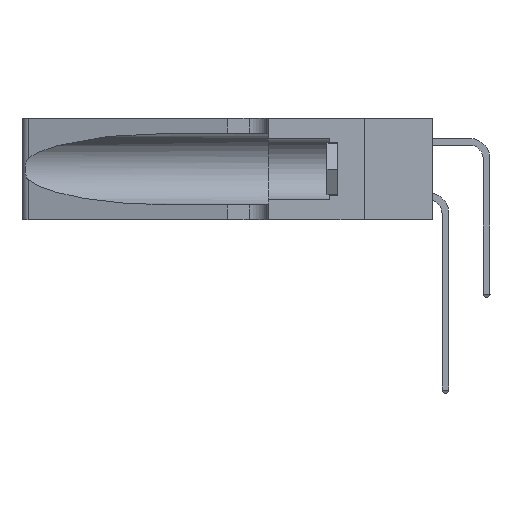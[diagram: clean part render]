
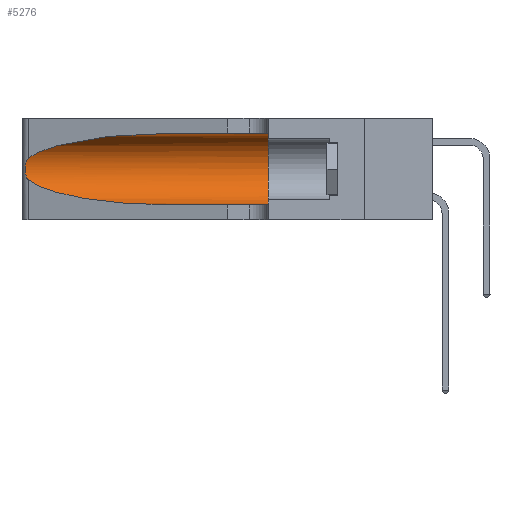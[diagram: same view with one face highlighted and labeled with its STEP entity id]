
A CAD part, left-side view. The second image highlights one B-rep face of the part: STEP entity #5276.
In plain terms, the highlighted cylindrical face has radius 3.308 mm (diameter 6.617 mm), a partial arc.
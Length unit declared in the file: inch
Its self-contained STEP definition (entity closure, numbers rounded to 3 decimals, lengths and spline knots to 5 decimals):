
#266 = CARTESIAN_POINT ( 'NONE',  ( 0.2373, 1.15595, 0.28018 ) ) ;
#530 = CARTESIAN_POINT ( 'NONE',  ( 0.25639, 1.23184, 0.21858 ) ) ;
#648 = ORIENTED_EDGE ( 'NONE', *, *, #7087, .T. ) ;
#1329 = CARTESIAN_POINT ( 'NONE',  ( 0.25787, 1.23484, 0.2124 ) ) ;
#2405 = VERTEX_POINT ( 'NONE', #19608 ) ;
#2434 = EDGE_CURVE ( 'NONE', #13400, #2405, #4135, .T. ) ;
#2593 = CYLINDRICAL_SURFACE ( 'NONE', #7485, 0.13025 ) ;
#3241 = B_SPLINE_CURVE_WITH_KNOTS ( 'NONE', 3,
 ( #27533, #20723, #530, #1329, #16581, #18776, #11572, #5699, #16287, #5500, #13725, #22483, #22379, #15806 ),
 .UNSPECIFIED., .F., .F.,
 ( 4, 2, 2, 2, 2, 2, 4 ),
 ( 0., 0.00027, 0.00053, 0.00107, 0.0016, 0.00187, 0.00214 ),
 .UNSPECIFIED. ) ;
#3524 = LINE ( 'NONE', #5953, #24086 ) ;
#3946 = CARTESIAN_POINT ( 'NONE',  ( 0.2373, 1.15595, 0.08982 ) ) ;
#4135 = CIRCLE ( 'NONE', #28314, 0.13025 ) ;
#4497 = CARTESIAN_POINT ( 'NONE',  ( 0.1305, 0.35, 0.185 ) ) ;
#4572 = CARTESIAN_POINT ( 'NONE',  ( 0.1305, 0.35, 0.31525 ) ) ;
#5276 = ADVANCED_FACE ( 'NONE', ( #19364 ), #2593, .F. ) ;
#5500 = CARTESIAN_POINT ( 'NONE',  ( 0.25856, 1.23593, 0.16098 ) ) ;
#5699 = CARTESIAN_POINT ( 'NONE',  ( 0.26075, 1.23896, 0.178 ) ) ;
#5953 = CARTESIAN_POINT ( 'NONE',  ( 0.1305, 1.61858, 0.31525 ) ) ;
#6237 =( BOUNDED_CURVE ( )  B_SPLINE_CURVE ( 3, ( #8915, #26226, #266, #19961 ),
 .UNSPECIFIED., .F., .T. ) 
 B_SPLINE_CURVE_WITH_KNOTS ( ( 4, 4 ),
 ( 1.5708, 2.84003 ),
 .UNSPECIFIED. ) 
 CURVE ( )  GEOMETRIC_REPRESENTATION_ITEM ( )  RATIONAL_B_SPLINE_CURVE ( ( 1., 0.87, 0.87, 1. ) ) 
 REPRESENTATION_ITEM ( '' )  );
#6766 = CARTESIAN_POINT ( 'NONE',  ( 0.1305, 1.61858, 0.185 ) ) ;
#7087 = EDGE_CURVE ( 'NONE', #10496, #20260, #10982, .T. ) ;
#7318 = EDGE_LOOP ( 'NONE', ( #14595, #19998, #648, #15118, #14875, #27997 ) ) ;
#7485 = AXIS2_PLACEMENT_3D ( 'NONE', #6766, #26777, #22484 ) ;
#7758 = CARTESIAN_POINT ( 'NONE',  ( 0.1305, 0.72297, 0.31525 ) ) ;
#8387 = CARTESIAN_POINT ( 'NONE',  ( 0.25487, 1.22718, 0.22369 ) ) ;
#8915 = CARTESIAN_POINT ( 'NONE',  ( 0.1305, 0.72297, 0.31525 ) ) ;
#10496 = VERTEX_POINT ( 'NONE', #23808 ) ;
#10982 =( BOUNDED_CURVE ( )  B_SPLINE_CURVE ( 3, ( #12869, #3946, #27889, #21375 ),
 .UNSPECIFIED., .F., .T. ) 
 B_SPLINE_CURVE_WITH_KNOTS ( ( 4, 4 ),
 ( 3.44316, 4.71239 ),
 .UNSPECIFIED. ) 
 CURVE ( )  GEOMETRIC_REPRESENTATION_ITEM ( )  RATIONAL_B_SPLINE_CURVE ( ( 1., 0.87, 0.87, 1. ) ) 
 REPRESENTATION_ITEM ( '' )  );
#11129 = EDGE_CURVE ( 'NONE', #20260, #2405, #17829, .T. ) ;
#11372 = VECTOR ( 'NONE', #26046, 39.37008 ) ;
#11572 = CARTESIAN_POINT ( 'NONE',  ( 0.26075, 1.23896, 0.19203 ) ) ;
#11723 = EDGE_CURVE ( 'NONE', #20220, #10496, #3241, .T. ) ;
#12869 = CARTESIAN_POINT ( 'NONE',  ( 0.25487, 1.22718, 0.14631 ) ) ;
#13400 = VERTEX_POINT ( 'NONE', #4572 ) ;
#13725 = CARTESIAN_POINT ( 'NONE',  ( 0.25789, 1.23486, 0.15765 ) ) ;
#14595 = ORIENTED_EDGE ( 'NONE', *, *, #21820, .T. ) ;
#14875 = ORIENTED_EDGE ( 'NONE', *, *, #2434, .F. ) ;
#15118 = ORIENTED_EDGE ( 'NONE', *, *, #11129, .T. ) ;
#15806 = CARTESIAN_POINT ( 'NONE',  ( 0.25487, 1.22718, 0.14631 ) ) ;
#16287 = CARTESIAN_POINT ( 'NONE',  ( 0.26017, 1.23833, 0.17102 ) ) ;
#16581 = CARTESIAN_POINT ( 'NONE',  ( 0.25854, 1.2359, 0.20912 ) ) ;
#17829 = LINE ( 'NONE', #23706, #11372 ) ;
#18776 = CARTESIAN_POINT ( 'NONE',  ( 0.26018, 1.23835, 0.19895 ) ) ;
#19364 = FACE_OUTER_BOUND ( 'NONE', #7318, .T. ) ;
#19608 = CARTESIAN_POINT ( 'NONE',  ( 0.1305, 0.35, 0.05475 ) ) ;
#19961 = CARTESIAN_POINT ( 'NONE',  ( 0.25487, 1.22718, 0.22369 ) ) ;
#19991 = DIRECTION ( 'NONE',  ( 0., 0., 1. ) ) ;
#19998 = ORIENTED_EDGE ( 'NONE', *, *, #11723, .T. ) ;
#20118 = VERTEX_POINT ( 'NONE', #7758 ) ;
#20220 = VERTEX_POINT ( 'NONE', #8387 ) ;
#20260 = VERTEX_POINT ( 'NONE', #21109 ) ;
#20723 = CARTESIAN_POINT ( 'NONE',  ( 0.25555, 1.22994, 0.2215 ) ) ;
#21109 = CARTESIAN_POINT ( 'NONE',  ( 0.1305, 0.72297, 0.05475 ) ) ;
#21375 = CARTESIAN_POINT ( 'NONE',  ( 0.1305, 0.72297, 0.05475 ) ) ;
#21820 = EDGE_CURVE ( 'NONE', #20118, #20220, #6237, .T. ) ;
#22379 = CARTESIAN_POINT ( 'NONE',  ( 0.25555, 1.22993, 0.14849 ) ) ;
#22483 = CARTESIAN_POINT ( 'NONE',  ( 0.25639, 1.23186, 0.15144 ) ) ;
#22484 = DIRECTION ( 'NONE',  ( 0., 0., -1. ) ) ;
#23706 = CARTESIAN_POINT ( 'NONE',  ( 0.1305, 1.61858, 0.05475 ) ) ;
#23808 = CARTESIAN_POINT ( 'NONE',  ( 0.25487, 1.22718, 0.14631 ) ) ;
#24086 = VECTOR ( 'NONE', #27784, 39.37008 ) ;
#25132 = EDGE_CURVE ( 'NONE', #20118, #13400, #3524, .T. ) ;
#26046 = DIRECTION ( 'NONE',  ( 0., -1., 0. ) ) ;
#26226 = CARTESIAN_POINT ( 'NONE',  ( 0.18966, 0.96281, 0.31525 ) ) ;
#26430 = DIRECTION ( 'NONE',  ( 0., 1., 0. ) ) ;
#26777 = DIRECTION ( 'NONE',  ( 0., -1., 0. ) ) ;
#27533 = CARTESIAN_POINT ( 'NONE',  ( 0.25487, 1.22718, 0.22369 ) ) ;
#27784 = DIRECTION ( 'NONE',  ( 0., -1., 0. ) ) ;
#27889 = CARTESIAN_POINT ( 'NONE',  ( 0.18966, 0.96281, 0.05475 ) ) ;
#27997 = ORIENTED_EDGE ( 'NONE', *, *, #25132, .F. ) ;
#28314 = AXIS2_PLACEMENT_3D ( 'NONE', #4497, #26430, #19991 ) ;
